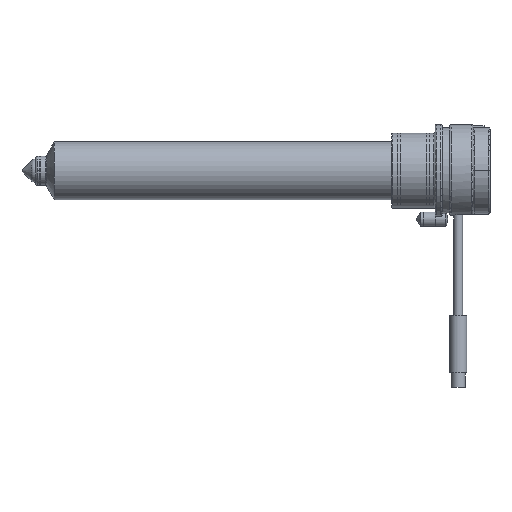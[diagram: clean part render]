
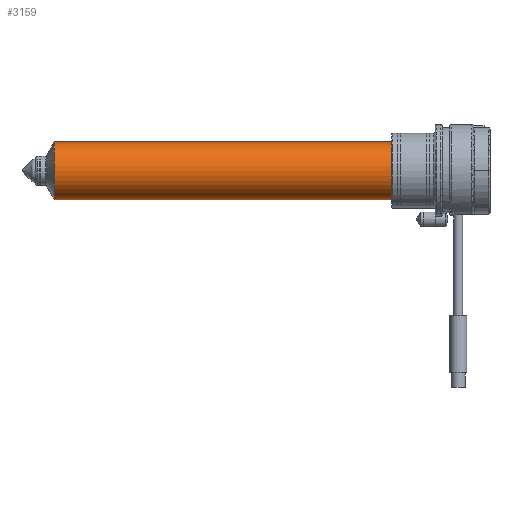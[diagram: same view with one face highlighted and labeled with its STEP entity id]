
A CAD part, top view. The second image highlights one B-rep face of the part: STEP entity #3159.
In plain terms, the highlighted cylindrical face has radius 10 mm (diameter 20 mm), a partial arc.
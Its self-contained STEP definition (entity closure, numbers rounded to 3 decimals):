
#382 = CARTESIAN_POINT ( 'NONE',  ( 0., 0., -11.214 ) ) ;
#505 = DIRECTION ( 'NONE',  ( 0., 0., -1. ) ) ;
#1336 = VERTEX_POINT ( 'NONE', #8329 ) ;
#1830 = CYLINDRICAL_SURFACE ( 'NONE', #6135, 10. ) ;
#2616 = ORIENTED_EDGE ( 'NONE', *, *, #5786, .T. ) ;
#3159 = ADVANCED_FACE ( 'NONE', ( #15835 ), #1830, .T. ) ;
#3808 = CARTESIAN_POINT ( 'NONE',  ( 0., 0., 0. ) ) ;
#3828 = DIRECTION ( 'NONE',  ( 0., 0., -1. ) ) ;
#3937 = CARTESIAN_POINT ( 'NONE',  ( 10., 0., -11.214 ) ) ;
#4369 = ORIENTED_EDGE ( 'NONE', *, *, #10214, .T. ) ;
#4802 = CARTESIAN_POINT ( 'NONE',  ( 0., 0., -128. ) ) ;
#5013 = VERTEX_POINT ( 'NONE', #16039 ) ;
#5786 = EDGE_CURVE ( 'NONE', #1336, #10241, #12641, .T. ) ;
#5875 = DIRECTION ( 'NONE',  ( 0., 0., -1. ) ) ;
#5920 = DIRECTION ( 'NONE',  ( 0., 0., -1. ) ) ;
#5921 = EDGE_CURVE ( 'NONE', #7359, #5013, #7727, .T. ) ;
#6135 = AXIS2_PLACEMENT_3D ( 'NONE', #3808, #6375, #15827 ) ;
#6375 = DIRECTION ( 'NONE',  ( 0., 0., -1. ) ) ;
#6789 = EDGE_CURVE ( 'NONE', #1336, #7359, #10513, .T. ) ;
#7359 = VERTEX_POINT ( 'NONE', #14069 ) ;
#7727 = CIRCLE ( 'NONE', #13416, 10. ) ;
#8329 = CARTESIAN_POINT ( 'NONE',  ( -10., 0., -11.214 ) ) ;
#8596 = DIRECTION ( 'NONE',  ( -1., 0., 0. ) ) ;
#10214 = EDGE_CURVE ( 'NONE', #10241, #5013, #12336, .T. ) ;
#10241 = VERTEX_POINT ( 'NONE', #3937 ) ;
#10513 = LINE ( 'NONE', #16682, #11993 ) ;
#11660 = EDGE_LOOP ( 'NONE', ( #2616, #4369, #14159, #16979 ) ) ;
#11993 = VECTOR ( 'NONE', #5920, 1000. ) ;
#12336 = LINE ( 'NONE', #14547, #16786 ) ;
#12641 = CIRCLE ( 'NONE', #17282, 10. ) ;
#13416 = AXIS2_PLACEMENT_3D ( 'NONE', #4802, #505, #14106 ) ;
#14069 = CARTESIAN_POINT ( 'NONE',  ( -10., 0., -128. ) ) ;
#14106 = DIRECTION ( 'NONE',  ( -1., 0., 0. ) ) ;
#14159 = ORIENTED_EDGE ( 'NONE', *, *, #5921, .F. ) ;
#14547 = CARTESIAN_POINT ( 'NONE',  ( 10., 0., 0. ) ) ;
#15827 = DIRECTION ( 'NONE',  ( -1., 0., 0. ) ) ;
#15835 = FACE_OUTER_BOUND ( 'NONE', #11660, .T. ) ;
#16039 = CARTESIAN_POINT ( 'NONE',  ( 10., 0., -128. ) ) ;
#16682 = CARTESIAN_POINT ( 'NONE',  ( -10., 0., 0. ) ) ;
#16786 = VECTOR ( 'NONE', #3828, 1000. ) ;
#16979 = ORIENTED_EDGE ( 'NONE', *, *, #6789, .F. ) ;
#17282 = AXIS2_PLACEMENT_3D ( 'NONE', #382, #5875, #8596 ) ;
